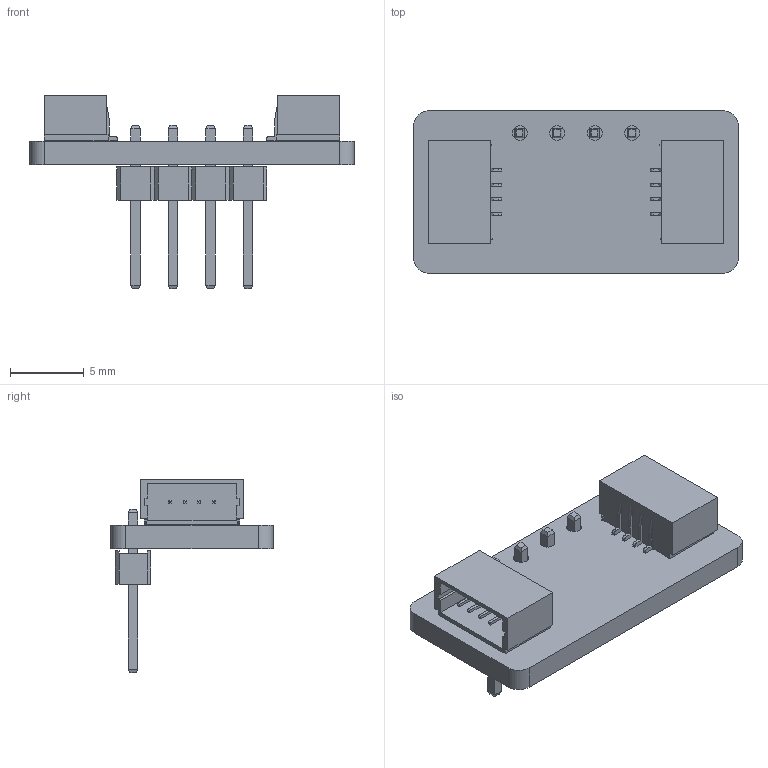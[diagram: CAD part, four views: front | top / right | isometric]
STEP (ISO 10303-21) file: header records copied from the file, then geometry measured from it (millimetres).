
FILE_DESCRIPTION(('KiCad electronic assembly'),'2;1');
FILE_NAME('easyC_adapter_3D.step','2021-08-31T10:29:00',('Pcbnew'),( 'Kicad'),'Open CASCADE STEP processor 7.5','KiCad to STEP converter' ,'Unknown');
FILE_SCHEMA(('AUTOMOTIVE_DESIGN { 1 0 10303 214 1 1 1 1 }'));
Length unit declared in the file: millimetre
Products named in the file (6): easyC_adapter_3D 1; easyC connector; SOLID; 4x_Male_Pin_2.54_mm; COMPOUND
Assembly tree (6 placements, depth 3):
  easyC_adapter_3D 1
    easyC connector  x2
      SOLID
    4x_Male_Pin_2.54_mm
      COMPOUND
    COMPOUND
Bounding box: 22 x 11 x 13.15 mm (x, y, z)
Volume: 518.6 mm3; surface area: 1259.3 mm2
Topology: 7 solids, 7 shells, 356 faces, 868 edges, 544 vertices
Faces by surface type: bspline 342, cylinder 8, plane 6
Full cylindrical faces by diameter (mm): 1 x4
Entity records: 13998 total; most frequent: CARTESIAN_POINT 4841, B_SPLINE_CURVE_WITH_KNOTS 1664, ORIENTED_EDGE 1192, PCURVE 1192, DEFINITIONAL_REPRESENTATION 1192, EDGE_CURVE 596, SURFACE_CURVE 592, VERTEX_POINT 372
